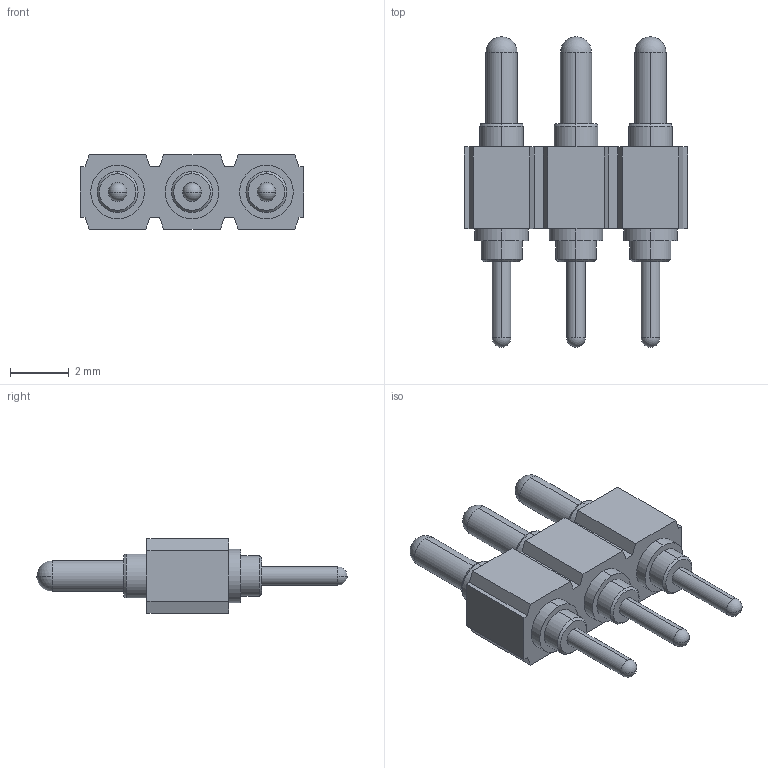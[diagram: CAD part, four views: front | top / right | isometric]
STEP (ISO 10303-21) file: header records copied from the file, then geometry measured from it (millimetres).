
FILE_DESCRIPTION (( 'STEP AP214' ), '1' );
FILE_NAME ('825-22-003-10-001101.STEP', '2023-09-01T04:44:01', ( '' ), ( '' ), 'SwSTEP 2.0', 'SolidWorks 2022', '' );
FILE_SCHEMA (( 'AUTOMOTIVE_DESIGN' ));
Length unit declared in the file: inch
Products named in the file (3): mill-max-825-22-003-10-001101_0914; mill-max-825-22-003-10-001101_P3XX-18-010-00-090000(P303-18-010-00-090000); 825-22-003-10-001101
Assembly tree (4 placements, depth 2):
  825-22-003-10-001101
    mill-max-825-22-003-10-001101_P3XX-18-010-00-090000(P303-18-010-00-090000)
    mill-max-825-22-003-10-001101_0914  x3
Bounding box: 7.62 x 10.59 x 2.54 mm (x, y, z)
Volume: 69.9 mm3; surface area: 254.3 mm2
Topology: 4 solids, 4 shells, 117 faces, 282 edges, 176 vertices
Faces by surface type: plane 45, cylinder 42, cone 18, sphere 12
Entity records: 2042 total; most frequent: DIRECTION 348, CARTESIAN_POINT 332, ORIENTED_EDGE 316, EDGE_CURVE 158, AXIS2_PLACEMENT_3D 120, LINE 108, VECTOR 108, VERTEX_POINT 104
